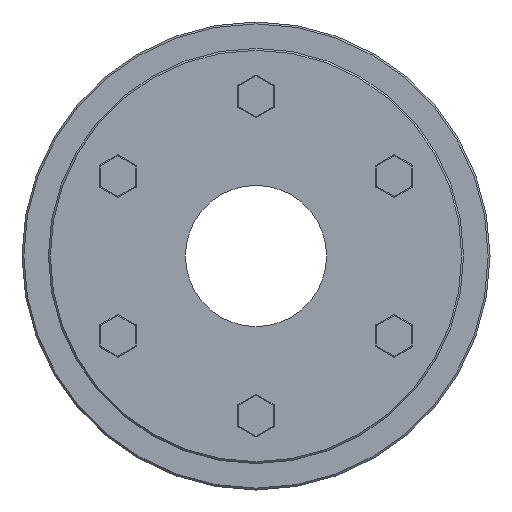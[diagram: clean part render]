
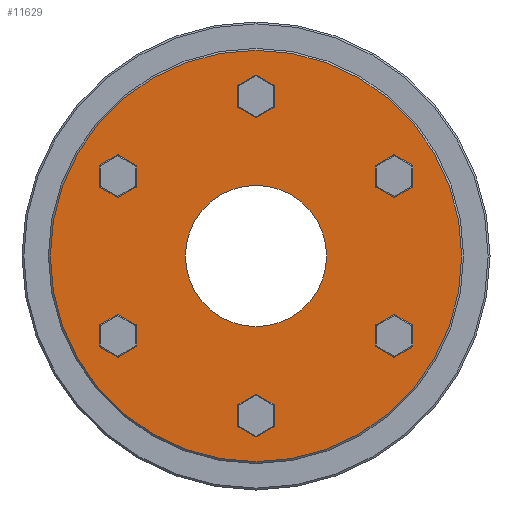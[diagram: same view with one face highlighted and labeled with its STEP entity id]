
A CAD part, left-side view. The second image highlights one B-rep face of the part: STEP entity #11629.
In plain terms, the highlighted planar face has unit normal (-1, 0, 0).
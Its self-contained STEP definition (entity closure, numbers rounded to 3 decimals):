
#824 = ORIENTED_EDGE ( 'NONE', *, *, #11308, .T. ) ;
#825 = ORIENTED_EDGE ( 'NONE', *, *, #11274, .T. ) ;
#826 = ORIENTED_EDGE ( 'NONE', *, *, #11296, .T. ) ;
#827 = ORIENTED_EDGE ( 'NONE', *, *, #11301, .T. ) ;
#850 = CIRCLE ( 'NONE', #14916, 55.38 ) ;
#887 = CIRCLE ( 'NONE', #14928, 19. ) ;
#893 = CIRCLE ( 'NONE', #14924, 19. ) ;
#899 = CIRCLE ( 'NONE', #14931, 55.38 ) ;
#1156 = VERTEX_POINT ( 'NONE', #1430 ) ;
#1159 = VERTEX_POINT ( 'NONE', #1433 ) ;
#1160 = VERTEX_POINT ( 'NONE', #1434 ) ;
#1181 = VERTEX_POINT ( 'NONE', #1455 ) ;
#1430 = CARTESIAN_POINT ( 'NONE',  ( -37., -55.38, 0. ) ) ;
#1433 = CARTESIAN_POINT ( 'NONE',  ( -37., 19., 0. ) ) ;
#1434 = CARTESIAN_POINT ( 'NONE',  ( -37., -19., 0. ) ) ;
#1455 = CARTESIAN_POINT ( 'NONE',  ( -37., 55.38, 0. ) ) ;
#1486 = CARTESIAN_POINT ( 'NONE',  ( -37., 0., 0. ) ) ;
#1487 = DIRECTION ( 'NONE',  ( -1., 0., 0. ) ) ;
#1488 = DIRECTION ( 'NONE',  ( 0., -1., 0. ) ) ;
#1540 = CARTESIAN_POINT ( 'NONE',  ( -37., 0., 0. ) ) ;
#1543 = DIRECTION ( 'NONE',  ( 1., 0., 0. ) ) ;
#1544 = DIRECTION ( 'NONE',  ( 0., 1., 0. ) ) ;
#1551 = CARTESIAN_POINT ( 'NONE',  ( -37., 0., 0. ) ) ;
#1553 = DIRECTION ( 'NONE',  ( 1., 0., 0. ) ) ;
#1554 = DIRECTION ( 'NONE',  ( 0., 1., 0. ) ) ;
#1572 = CARTESIAN_POINT ( 'NONE',  ( -37., 0., 0. ) ) ;
#1574 = DIRECTION ( 'NONE',  ( -1., 0., 0. ) ) ;
#1575 = DIRECTION ( 'NONE',  ( 0., -1., 0. ) ) ;
#1963 = FACE_OUTER_BOUND ( 'NONE', #15402, .T. ) ;
#1966 = FACE_BOUND ( 'NONE', #15428, .T. ) ;
#2820 = CARTESIAN_POINT ( 'NONE',  ( -37., 19., 0. ) ) ;
#2821 = PLANE ( 'NONE',  #15066 ) ;
#2823 = DIRECTION ( 'NONE',  ( -1., 0., 0. ) ) ;
#2824 = DIRECTION ( 'NONE',  ( 0., -1., 0. ) ) ;
#11274 = EDGE_CURVE ( 'NONE', #1156, #1181, #850, .T. ) ;
#11296 = EDGE_CURVE ( 'NONE', #1159, #1160, #887, .T. ) ;
#11301 = EDGE_CURVE ( 'NONE', #1160, #1159, #893, .T. ) ;
#11308 = EDGE_CURVE ( 'NONE', #1181, #1156, #899, .T. ) ;
#11629 = ADVANCED_FACE ( 'NONE', ( #1963, #1966 ), #2821, .T. ) ;
#14916 = AXIS2_PLACEMENT_3D ( 'NONE', #1486, #1487, #1488 ) ;
#14924 = AXIS2_PLACEMENT_3D ( 'NONE', #1551, #1553, #1554 ) ;
#14928 = AXIS2_PLACEMENT_3D ( 'NONE', #1540, #1543, #1544 ) ;
#14931 = AXIS2_PLACEMENT_3D ( 'NONE', #1572, #1574, #1575 ) ;
#15066 = AXIS2_PLACEMENT_3D ( 'NONE', #2820, #2823, #2824 ) ;
#15402 = EDGE_LOOP ( 'NONE', ( #824, #825 ) ) ;
#15428 = EDGE_LOOP ( 'NONE', ( #826, #827 ) ) ;
